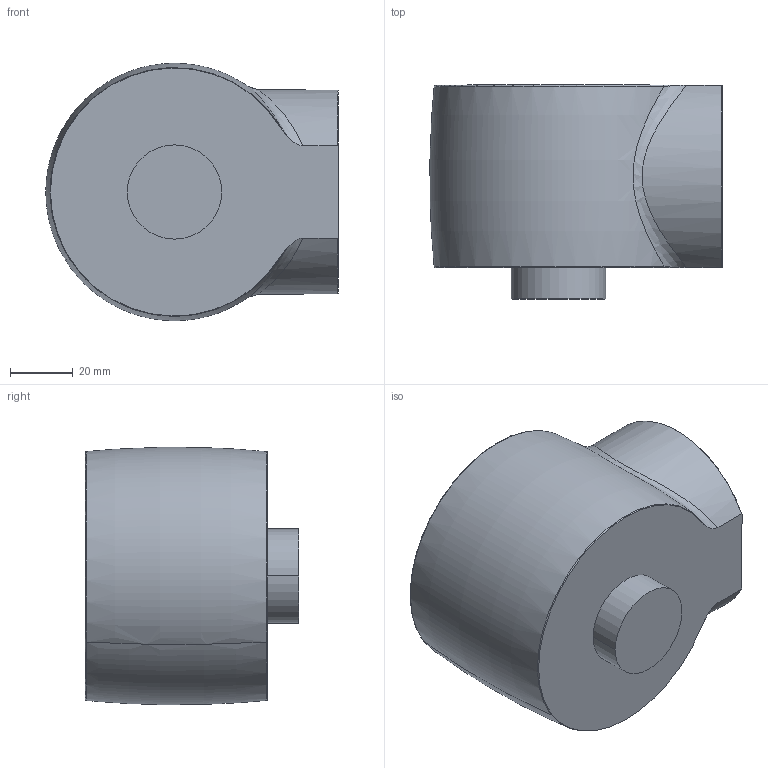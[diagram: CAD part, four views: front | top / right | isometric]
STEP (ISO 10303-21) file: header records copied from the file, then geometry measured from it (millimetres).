
FILE_DESCRIPTION (( 'STEP AP203' ), '1' );
FILE_NAME ('link5_test1_Default_sldprt.STEP', '2022-06-11T04:22:19', ( '' ), ( '' ), 'SwSTEP 2.0', 'SolidWorks 2021', '' );
FILE_SCHEMA (( 'CONFIG_CONTROL_DESIGN' ));
Length unit declared in the file: metre
Products named in the file (1): link5_test1_Default_sldprt
Bounding box: 92.9 x 68 x 81.82 mm (x, y, z)
Volume: 354151 mm3; surface area: 29228 mm2
Topology: 1 solids, 1 shells, 25 faces, 57 edges, 36 vertices
Faces by surface type: cylinder 8, bspline 8, plane 5, torus 4
Entity records: 1885 total; most frequent: CARTESIAN_POINT 1309, ORIENTED_EDGE 114, DIRECTION 88, EDGE_CURVE 57, AXIS2_PLACEMENT_3D 39, VERTEX_POINT 36, EDGE_LOOP 27, FACE_OUTER_BOUND 25
